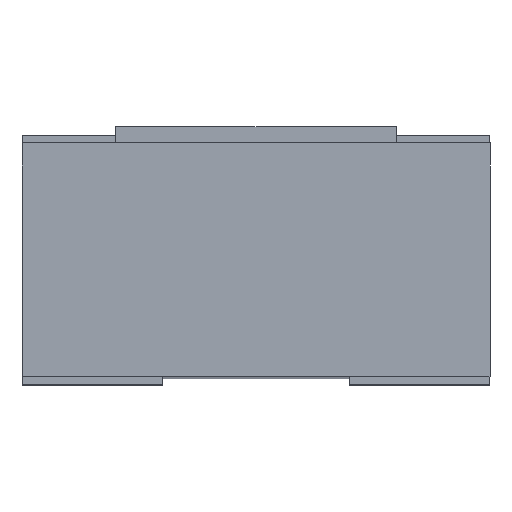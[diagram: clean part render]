
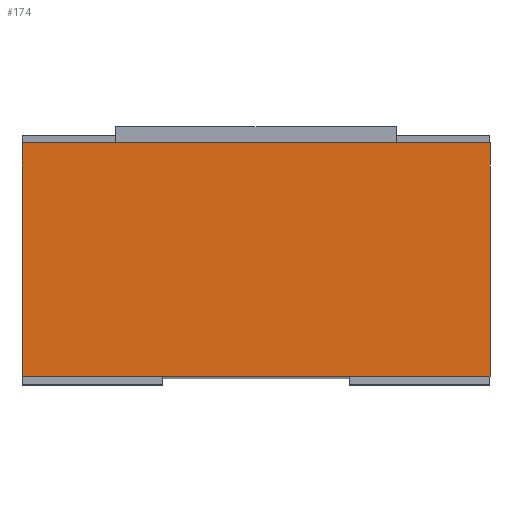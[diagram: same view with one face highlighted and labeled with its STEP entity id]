
A CAD part, top view. The second image highlights one B-rep face of the part: STEP entity #174.
In plain terms, the highlighted planar face has unit normal (0, 0, 1).
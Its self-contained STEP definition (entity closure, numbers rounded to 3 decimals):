
#36 = PLANE ( 'NONE',  #715 ) ;
#130 = DIRECTION ( 'NONE',  ( -1., 0., 0. ) ) ;
#174 = ADVANCED_FACE ( 'NONE', ( #1942 ), #36, .F. ) ;
#307 = CARTESIAN_POINT ( 'NONE',  ( 0.5, 0.25, 1. ) ) ;
#403 = VECTOR ( 'NONE', #695, 1000. ) ;
#681 = VERTEX_POINT ( 'NONE', #2799 ) ;
#695 = DIRECTION ( 'NONE',  ( 1., 0., 0. ) ) ;
#715 = AXIS2_PLACEMENT_3D ( 'NONE', #307, #3699, #2736 ) ;
#821 = CARTESIAN_POINT ( 'NONE',  ( 0.5, -0.25, 1. ) ) ;
#833 = CARTESIAN_POINT ( 'NONE',  ( 0.5, 0.25, 1. ) ) ;
#908 = CARTESIAN_POINT ( 'NONE',  ( 0.5, 0.25, 1. ) ) ;
#1308 = EDGE_CURVE ( 'NONE', #681, #2773, #1347, .T. ) ;
#1347 = LINE ( 'NONE', #1370, #3207 ) ;
#1370 = CARTESIAN_POINT ( 'NONE',  ( -0.5, 0.25, 1. ) ) ;
#1383 = EDGE_CURVE ( 'NONE', #2773, #2743, #3427, .T. ) ;
#1624 = CARTESIAN_POINT ( 'NONE',  ( 0., 0.25, 1. ) ) ;
#1730 = CARTESIAN_POINT ( 'NONE',  ( -0.5, 0.25, 1. ) ) ;
#1788 = DIRECTION ( 'NONE',  ( 0., 1., 0. ) ) ;
#1942 = FACE_OUTER_BOUND ( 'NONE', #1979, .T. ) ;
#1978 = VECTOR ( 'NONE', #1788, 1000. ) ;
#1979 = EDGE_LOOP ( 'NONE', ( #2610, #2125, #3395, #3608 ) ) ;
#2125 = ORIENTED_EDGE ( 'NONE', *, *, #1383, .F. ) ;
#2343 = LINE ( 'NONE', #908, #1978 ) ;
#2610 = ORIENTED_EDGE ( 'NONE', *, *, #2768, .T. ) ;
#2691 = VERTEX_POINT ( 'NONE', #3192 ) ;
#2736 = DIRECTION ( 'NONE',  ( -1., 0., 0. ) ) ;
#2743 = VERTEX_POINT ( 'NONE', #833 ) ;
#2768 = EDGE_CURVE ( 'NONE', #2691, #2743, #2343, .T. ) ;
#2773 = VERTEX_POINT ( 'NONE', #1730 ) ;
#2799 = CARTESIAN_POINT ( 'NONE',  ( -0.5, -0.25, 1. ) ) ;
#2805 = DIRECTION ( 'NONE',  ( 0., 1., 0. ) ) ;
#3192 = CARTESIAN_POINT ( 'NONE',  ( 0.5, -0.25, 1. ) ) ;
#3197 = LINE ( 'NONE', #821, #3804 ) ;
#3207 = VECTOR ( 'NONE', #2805, 1000. ) ;
#3395 = ORIENTED_EDGE ( 'NONE', *, *, #1308, .F. ) ;
#3427 = LINE ( 'NONE', #1624, #403 ) ;
#3474 = EDGE_CURVE ( 'NONE', #2691, #681, #3197, .T. ) ;
#3608 = ORIENTED_EDGE ( 'NONE', *, *, #3474, .F. ) ;
#3699 = DIRECTION ( 'NONE',  ( 0., 0., -1. ) ) ;
#3804 = VECTOR ( 'NONE', #130, 1000. ) ;
